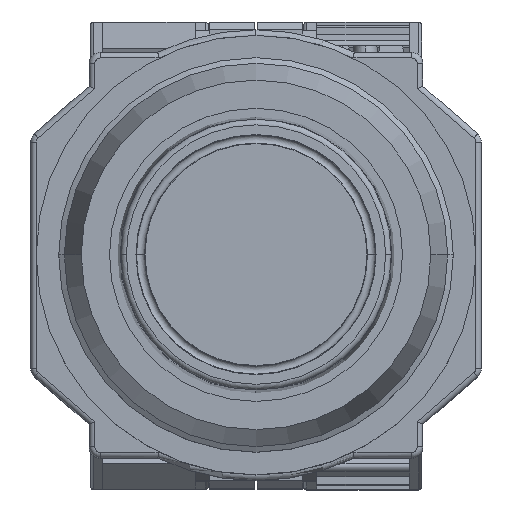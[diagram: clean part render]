
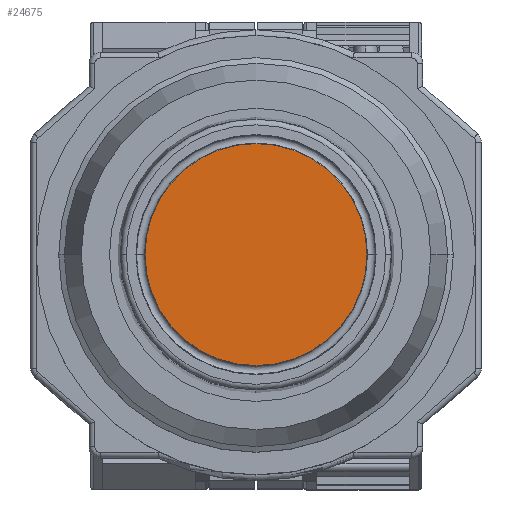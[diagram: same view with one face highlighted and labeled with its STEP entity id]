
A CAD part, top view. The second image highlights one B-rep face of the part: STEP entity #24675.
In plain terms, the highlighted planar face has unit normal (0, 0, 1).
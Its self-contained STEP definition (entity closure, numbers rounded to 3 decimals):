
#160 = FACE_OUTER_BOUND ( 'NONE', #9327, .T. ) ;
#1026 = AXIS2_PLACEMENT_3D ( 'NONE', #25180, #21844, #18487 ) ;
#3568 = EDGE_CURVE ( 'NONE', #26021, #6530, #10644, .T. ) ;
#6530 = VERTEX_POINT ( 'NONE', #12078 ) ;
#9113 = CIRCLE ( 'NONE', #29927, 9.85 ) ;
#9327 = EDGE_LOOP ( 'NONE', ( #18538, #28676 ) ) ;
#10644 = CIRCLE ( 'NONE', #16003, 9.85 ) ;
#11838 = DIRECTION ( 'NONE',  ( -1., 0., 0. ) ) ;
#12078 = CARTESIAN_POINT ( 'NONE',  ( -9.85, 0., 48.1 ) ) ;
#15178 = DIRECTION ( 'NONE',  ( 0., 0., -1. ) ) ;
#15619 = DIRECTION ( 'NONE',  ( -1., 0., 0. ) ) ;
#16003 = AXIS2_PLACEMENT_3D ( 'NONE', #32324, #18965, #15619 ) ;
#16077 = CARTESIAN_POINT ( 'NONE',  ( 9.85, 0., 48.1 ) ) ;
#18487 = DIRECTION ( 'NONE',  ( -1., 0., 0. ) ) ;
#18508 = CARTESIAN_POINT ( 'NONE',  ( 0., 0., 48.1 ) ) ;
#18538 = ORIENTED_EDGE ( 'NONE', *, *, #20834, .F. ) ;
#18965 = DIRECTION ( 'NONE',  ( 0., 0., -1. ) ) ;
#20834 = EDGE_CURVE ( 'NONE', #6530, #26021, #9113, .T. ) ;
#21844 = DIRECTION ( 'NONE',  ( 0., 0., -1. ) ) ;
#24675 = ADVANCED_FACE ( 'NONE', ( #160 ), #28516, .F. ) ;
#25180 = CARTESIAN_POINT ( 'NONE',  ( 0., 12., 48.1 ) ) ;
#26021 = VERTEX_POINT ( 'NONE', #16077 ) ;
#28516 = PLANE ( 'NONE',  #1026 ) ;
#28676 = ORIENTED_EDGE ( 'NONE', *, *, #3568, .F. ) ;
#29927 = AXIS2_PLACEMENT_3D ( 'NONE', #18508, #15178, #11838 ) ;
#32324 = CARTESIAN_POINT ( 'NONE',  ( 0., 0., 48.1 ) ) ;
